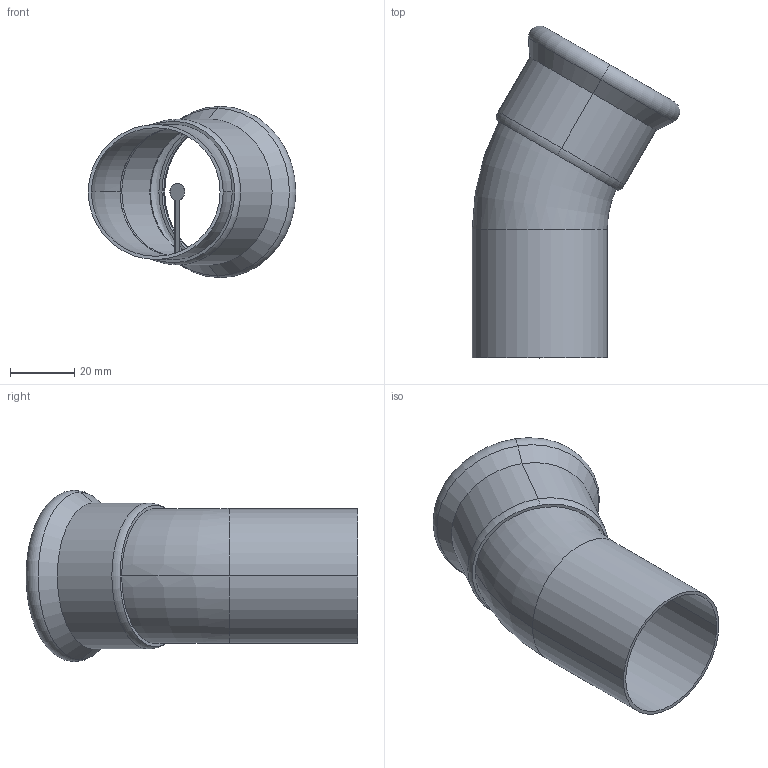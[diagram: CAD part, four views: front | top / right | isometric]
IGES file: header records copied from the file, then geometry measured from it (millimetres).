
Global section: file name: No Iges File Name specified; native system: Autodesk Inventor 2011; preprocessor: AutoDesk Inventor Iges Exporter R2011; author: bruh; date: 20110606.135317; units: millimetre
Bounding box: 64.54 x 103.22 x 53.28 mm (x, y, z)
Volume: 16301 mm3; surface area: 27431.3 mm2
Topology: 1 solids, 1 shells, 43 faces, 92 edges, 54 vertices
Faces by surface type: revolution 16, plane 10, torus 8, cylinder 5, cone 2, bspline 2
